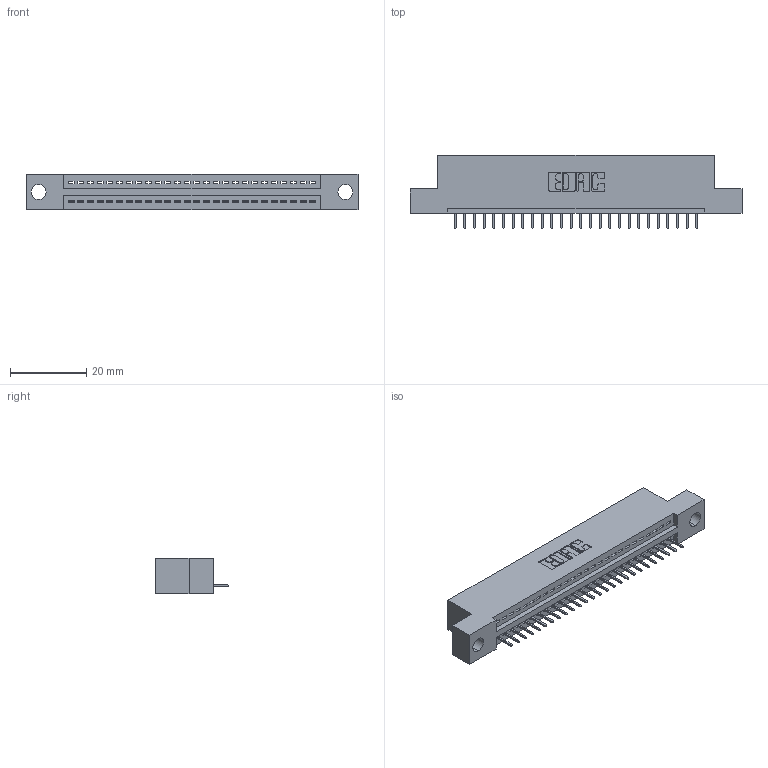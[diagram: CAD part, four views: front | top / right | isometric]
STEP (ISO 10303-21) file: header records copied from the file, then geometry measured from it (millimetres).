
FILE_DESCRIPTION (( 'STEP AP203' ), '1' );
FILE_NAME ('345-026-524-104.STEP', '2018-08-22T00:49:36', ( '' ), ( '' ), 'SwSTEP 2.0', 'SolidWorks 2016', '' );
FILE_SCHEMA (( 'CONFIG_CONTROL_DESIGN' ));
Length unit declared in the file: inch
Products named in the file (3): 345 Part_Flush Mounting Lugs - 0.156 Dia-TH; 345-292-001_345-293-124; 345-026-524-104
Assembly tree (27 placements, depth 2):
  345-026-524-104
    345 Part_Flush Mounting Lugs - 0.156 Dia-TH
    345-292-001_345-293-124  x26
Bounding box: 87.25 x 19.35 x 9.4 mm (x, y, z)
Volume: 7965.4 mm3; surface area: 9848.2 mm2
Topology: 27 solids, 27 shells, 1738 faces, 5021 edges, 3242 vertices
Faces by surface type: plane 1276, cylinder 462
Entity records: 21799 total; most frequent: CARTESIAN_POINT 3782, ORIENTED_EDGE 3742, DIRECTION 3327, EDGE_CURVE 1871, LINE 1639, VECTOR 1639, VERTEX_POINT 1242, AXIS2_PLACEMENT_3D 844
